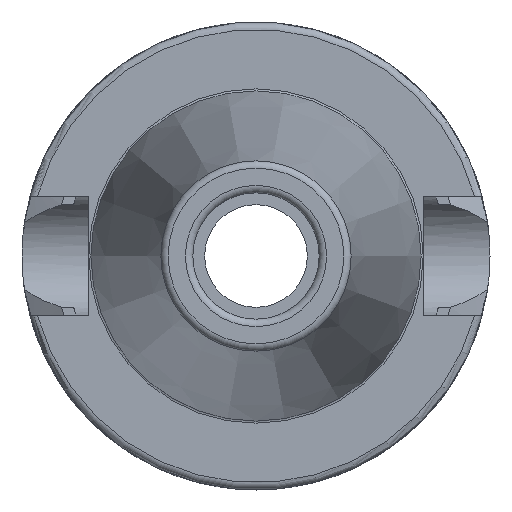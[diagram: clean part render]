
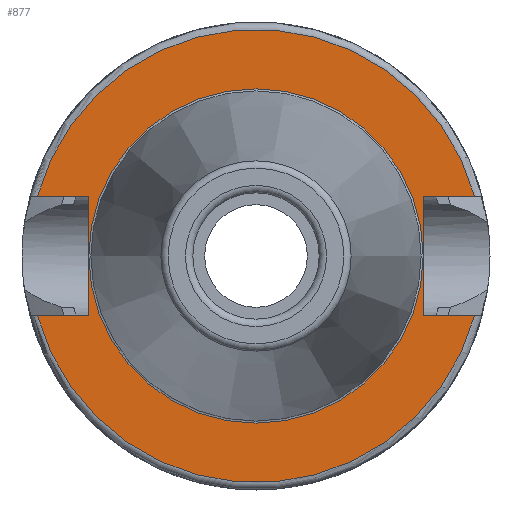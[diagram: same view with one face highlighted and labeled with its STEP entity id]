
A CAD part, left-side view. The second image highlights one B-rep face of the part: STEP entity #877.
In plain terms, the highlighted planar face has unit normal (-1, 0, 0).
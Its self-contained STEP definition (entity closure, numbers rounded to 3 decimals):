
#62=FACE_BOUND('',#183,.T.);
#80=PLANE('',#990);
#119=FACE_OUTER_BOUND('',#182,.T.);
#182=EDGE_LOOP('',(#736,#737,#738,#739,#740,#741,#742,#743));
#183=EDGE_LOOP('',(#744));
#217=LINE('',#1447,#263);
#225=LINE('',#1507,#271);
#228=LINE('',#1527,#274);
#237=LINE('',#1608,#283);
#242=LINE('',#1648,#288);
#244=LINE('',#1651,#290);
#263=VECTOR('',#1133,10.);
#271=VECTOR('',#1147,10.);
#274=VECTOR('',#1152,10.);
#283=VECTOR('',#1201,10.);
#288=VECTOR('',#1212,10.);
#290=VECTOR('',#1216,10.);
#331=CIRCLE('',#984,30.5);
#333=CIRCLE('',#991,30.5);
#334=CIRCLE('',#992,22.5);
#386=VERTEX_POINT('',#1435);
#387=VERTEX_POINT('',#1446);
#399=VERTEX_POINT('',#1504);
#400=VERTEX_POINT('',#1506);
#415=VERTEX_POINT('',#1587);
#419=VERTEX_POINT('',#1605);
#420=VERTEX_POINT('',#1607);
#427=VERTEX_POINT('',#1647);
#428=VERTEX_POINT('',#1654);
#481=EDGE_CURVE('',#387,#386,#217,.T.);
#496=EDGE_CURVE('',#400,#399,#225,.T.);
#501=EDGE_CURVE('',#399,#387,#228,.T.);
#521=EDGE_CURVE('',#400,#415,#331,.T.);
#526=EDGE_CURVE('',#420,#419,#237,.T.);
#536=EDGE_CURVE('',#427,#415,#242,.T.);
#538=EDGE_CURVE('',#419,#427,#244,.T.);
#539=EDGE_CURVE('',#420,#386,#333,.T.);
#540=EDGE_CURVE('',#428,#428,#334,.T.);
#736=ORIENTED_EDGE('',*,*,#481,.T.);
#737=ORIENTED_EDGE('',*,*,#539,.F.);
#738=ORIENTED_EDGE('',*,*,#526,.T.);
#739=ORIENTED_EDGE('',*,*,#538,.T.);
#740=ORIENTED_EDGE('',*,*,#536,.T.);
#741=ORIENTED_EDGE('',*,*,#521,.F.);
#742=ORIENTED_EDGE('',*,*,#496,.T.);
#743=ORIENTED_EDGE('',*,*,#501,.T.);
#744=ORIENTED_EDGE('',*,*,#540,.T.);
#877=ADVANCED_FACE('',(#119,#62),#80,.T.);
#984=AXIS2_PLACEMENT_3D('',#1588,#1194,#1195);
#990=AXIS2_PLACEMENT_3D('',#1652,#1217,#1218);
#991=AXIS2_PLACEMENT_3D('',#1653,#1219,#1220);
#992=AXIS2_PLACEMENT_3D('',#1655,#1221,#1222);
#1133=DIRECTION('',(0.,-1.,0.));
#1147=DIRECTION('',(0.,1.,0.));
#1152=DIRECTION('',(0.,0.,1.));
#1194=DIRECTION('center_axis',(1.,0.,0.));
#1195=DIRECTION('ref_axis',(0.,0.,-1.));
#1201=DIRECTION('',(0.,-1.,0.));
#1212=DIRECTION('',(0.,1.,0.));
#1216=DIRECTION('',(0.,0.,-1.));
#1217=DIRECTION('center_axis',(-1.,0.,0.));
#1218=DIRECTION('ref_axis',(0.,0.,1.));
#1219=DIRECTION('center_axis',(1.,0.,0.));
#1220=DIRECTION('ref_axis',(0.,0.,-1.));
#1221=DIRECTION('center_axis',(1.,0.,0.));
#1222=DIRECTION('ref_axis',(0.,0.,-1.));
#1435=CARTESIAN_POINT('',(2.,-29.418,8.05));
#1446=CARTESIAN_POINT('',(2.,-22.6,8.05));
#1447=CARTESIAN_POINT('',(2.,3.95,8.05));
#1504=CARTESIAN_POINT('',(2.,-22.6,-8.05));
#1506=CARTESIAN_POINT('',(2.,-29.418,-8.05));
#1507=CARTESIAN_POINT('',(2.,3.95,-8.05));
#1527=CARTESIAN_POINT('',(2.,-22.6,0.));
#1587=CARTESIAN_POINT('',(2.,29.418,-8.05));
#1588=CARTESIAN_POINT('Origin',(2.,0.,0.));
#1605=CARTESIAN_POINT('',(2.,22.6,8.05));
#1607=CARTESIAN_POINT('',(2.,29.418,8.05));
#1608=CARTESIAN_POINT('',(2.,26.55,8.05));
#1647=CARTESIAN_POINT('',(2.,22.6,-8.05));
#1648=CARTESIAN_POINT('',(2.,26.55,-8.05));
#1651=CARTESIAN_POINT('',(2.,22.6,0.));
#1652=CARTESIAN_POINT('Origin',(2.,30.5,0.));
#1653=CARTESIAN_POINT('Origin',(2.,0.,0.));
#1654=CARTESIAN_POINT('',(2.,0.,22.5));
#1655=CARTESIAN_POINT('Origin',(2.,0.,0.));
